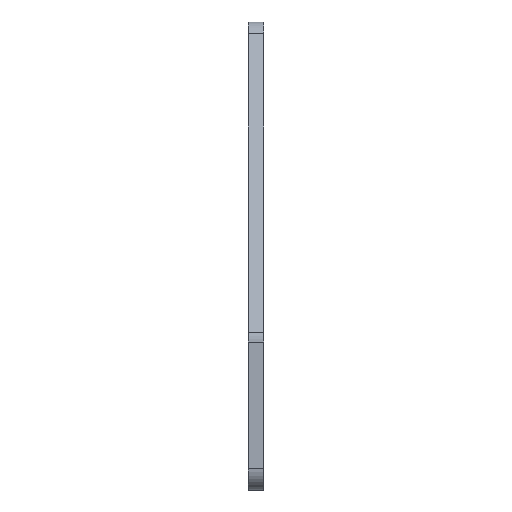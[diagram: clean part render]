
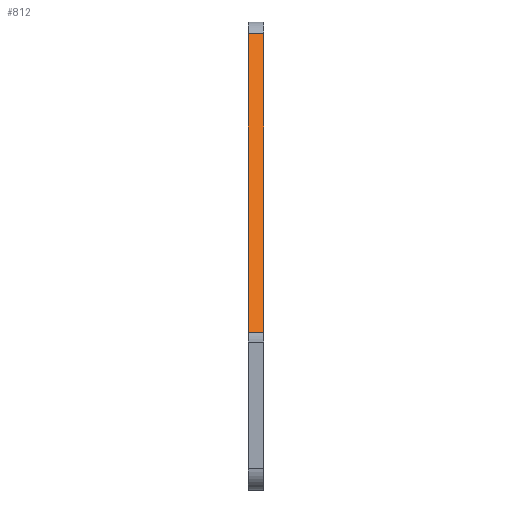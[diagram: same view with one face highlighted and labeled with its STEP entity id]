
A CAD part, left-side view. The second image highlights one B-rep face of the part: STEP entity #812.
In plain terms, the highlighted planar face has unit normal (-0.894, 0, 0.447).
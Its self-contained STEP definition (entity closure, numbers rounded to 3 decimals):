
#4 = DIRECTION ( 'NONE',  ( -0.894, 0., 0.447 ) ) ;
#20 = LINE ( 'NONE', #1013, #1066 ) ;
#42 = CARTESIAN_POINT ( 'NONE',  ( -29.289, 0., 7.804 ) ) ;
#51 = EDGE_CURVE ( 'NONE', #864, #81, #461, .T. ) ;
#59 = VECTOR ( 'NONE', #205, 1000. ) ;
#81 = VERTEX_POINT ( 'NONE', #1028 ) ;
#96 = PLANE ( 'NONE',  #581 ) ;
#169 = VECTOR ( 'NONE', #1011, 1000. ) ;
#193 = ORIENTED_EDGE ( 'NONE', *, *, #573, .F. ) ;
#195 = ORIENTED_EDGE ( 'NONE', *, *, #817, .T. ) ;
#197 = CARTESIAN_POINT ( 'NONE',  ( -29.289, 0., 7.804 ) ) ;
#205 = DIRECTION ( 'NONE',  ( -0.447, 0., -0.894 ) ) ;
#294 = VERTEX_POINT ( 'NONE', #744 ) ;
#429 = CARTESIAN_POINT ( 'NONE',  ( -14.691, 0., 37. ) ) ;
#437 = FACE_OUTER_BOUND ( 'NONE', #742, .T. ) ;
#461 = LINE ( 'NONE', #42, #1045 ) ;
#462 = CARTESIAN_POINT ( 'NONE',  ( -14.691, 0., 37. ) ) ;
#484 = VERTEX_POINT ( 'NONE', #578 ) ;
#573 = EDGE_CURVE ( 'NONE', #294, #484, #747, .T. ) ;
#578 = CARTESIAN_POINT ( 'NONE',  ( -15.244, 0., 35.894 ) ) ;
#581 = AXIS2_PLACEMENT_3D ( 'NONE', #429, #4, #757 ) ;
#615 = EDGE_CURVE ( 'NONE', #484, #864, #710, .T. ) ;
#654 = ORIENTED_EDGE ( 'NONE', *, *, #615, .F. ) ;
#685 = CARTESIAN_POINT ( 'NONE',  ( -15.244, 0., 35.894 ) ) ;
#710 = LINE ( 'NONE', #462, #59 ) ;
#742 = EDGE_LOOP ( 'NONE', ( #195, #955, #654, #193 ) ) ;
#744 = CARTESIAN_POINT ( 'NONE',  ( -15.244, 1.5, 35.894 ) ) ;
#747 = LINE ( 'NONE', #685, #169 ) ;
#757 = DIRECTION ( 'NONE',  ( -0.447, 0., -0.894 ) ) ;
#812 = ADVANCED_FACE ( 'NONE', ( #437 ), #96, .T. ) ;
#817 = EDGE_CURVE ( 'NONE', #294, #81, #20, .T. ) ;
#864 = VERTEX_POINT ( 'NONE', #197 ) ;
#865 = DIRECTION ( 'NONE',  ( 0., 1., 0. ) ) ;
#928 = DIRECTION ( 'NONE',  ( -0.447, 0., -0.894 ) ) ;
#955 = ORIENTED_EDGE ( 'NONE', *, *, #51, .F. ) ;
#1011 = DIRECTION ( 'NONE',  ( 0., -1., 0. ) ) ;
#1013 = CARTESIAN_POINT ( 'NONE',  ( -14.691, 1.5, 37. ) ) ;
#1028 = CARTESIAN_POINT ( 'NONE',  ( -29.289, 1.5, 7.804 ) ) ;
#1045 = VECTOR ( 'NONE', #865, 1000. ) ;
#1066 = VECTOR ( 'NONE', #928, 1000. ) ;
